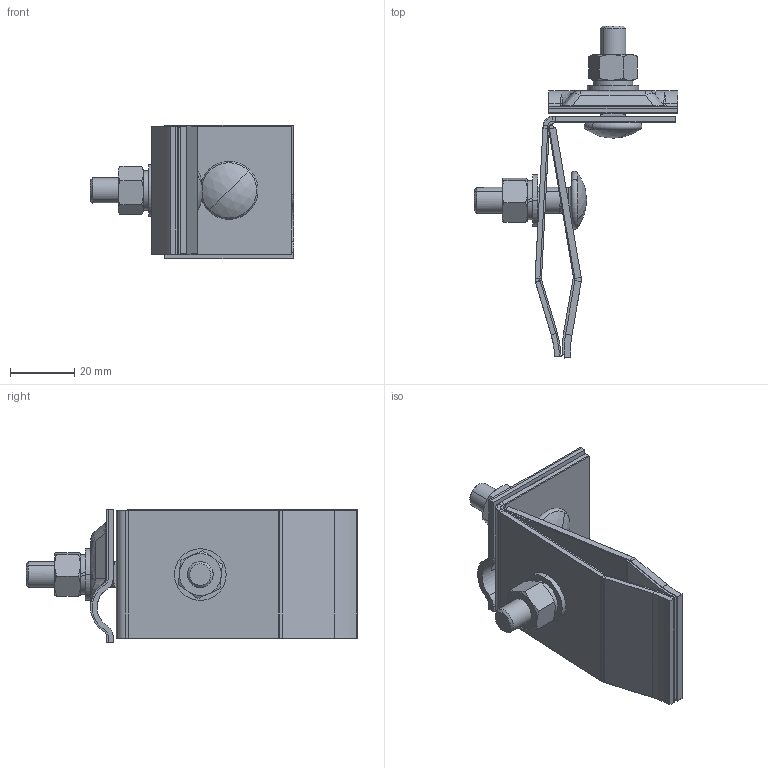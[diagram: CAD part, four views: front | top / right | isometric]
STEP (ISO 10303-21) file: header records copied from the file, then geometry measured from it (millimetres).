
FILE_DESCRIPTION (( 'STEP AP203' ), '1' );
FILE_NAME ('0805 Ôàëüöåâûé äåðæàòåëü, âûñîòà Í-7 (ñì), äèàìåòð ïðîâîëîêè - 6 - 10 (ìì).STEP', '2024-04-23T08:51:34', ( '' ), ( '' ), 'SwSTEP 2.0', 'SolidWorks 2022', '' );
FILE_SCHEMA (( 'CONFIG_CONTROL_DESIGN' ));
Length unit declared in the file: millimetre
Products named in the file (13): square neck bolt 02_iso_ISO 8678-M8x30-24.5-N; ГОСТ 6402-70_Шайба 8Л ГОСТ 6402-70; 0805 Фальцевый держатель, высота Н-7 (см), диаметр проволоки - 6 - 10 (мм); 0805.002 Пластина прижимная_00; 0805.002-02 Пластина прижимная_00; 0805.001 Основание_00; 0805.001-01 Основание_00; ГОСТ 11371-78_Шайба A.8 ГОСТ 11371-78; 0805.001-02 Основание_00; 0805.002-01 Пластина прижимная_00; hex nut gradec_iso_ISO - 4034 - M8 - N; 1601M.001 Прижим_00; 1601M.001-02 Прижим_00
Assembly tree (16 placements, depth 2):
  0805 Фальцевый держатель, высота Н-7 (см), диаметр проволоки - 6 - 10 (мм)
    0805.001 Основание_00
    0805.002 Пластина прижимная_00
    1601M.001 Прижим_00
    square neck bolt 02_iso_ISO 8678-M8x30-24.5-N  x2
    hex nut gradec_iso_ISO - 4034 - M8 - N  x2
    0805.001-01 Основание_00
    0805.002-01 Пластина прижимная_00
    0805.001-02 Основание_00
    0805.002-02 Пластина прижимная_00
    1601M.001-02 Прижим_00
    ГОСТ 6402-70_Шайба 8Л ГОСТ 6402-70  x2
    ГОСТ 11371-78_Шайба A.8 ГОСТ 11371-78  x2
Bounding box: 62.98 x 102.92 x 41.5 mm (x, y, z)
Volume: 52499.1 mm3; surface area: 59454.3 mm2
Topology: 16 solids, 16 shells, 484 faces, 1146 edges, 652 vertices
Faces by surface type: plane 212, bspline 106, cylinder 94, cone 46, torus 14, sphere 12
Entity records: 19555 total; most frequent: CARTESIAN_POINT 9691, ORIENTED_EDGE 1826, DIRECTION 1595, EDGE_CURVE 913, AXIS2_PLACEMENT_3D 571, VERTEX_POINT 540, VECTOR 453, LINE 453
